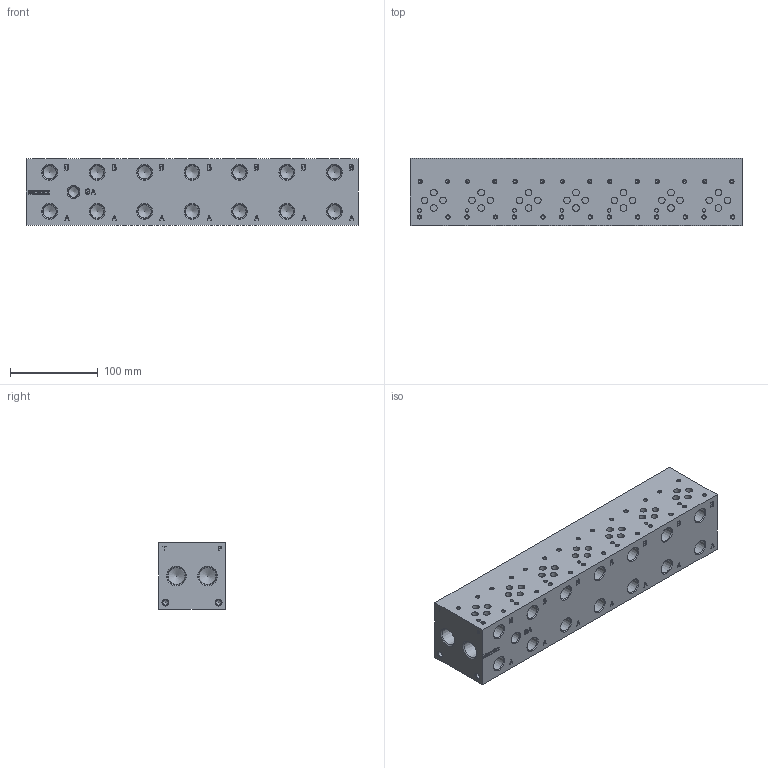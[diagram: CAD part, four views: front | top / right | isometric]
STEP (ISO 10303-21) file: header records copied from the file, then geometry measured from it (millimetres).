
FILE_DESCRIPTION( ( 'STEP AP214' ), ' ' );
FILE_NAME( 'AD03P072P.stp', '2018-04-23T17:58:56', ( '' ), ( '' ), ' ', 'PARTsolutions', ' ' );
FILE_SCHEMA( ( 'AUTOMOTIVE_DESIGN { 1 0 10303 214 1 1 1 1 }' ) );
Length unit declared in the file: inch
Products named in the file (1): _AD03P072P
Bounding box: 377.82 x 76.2 x 76.2 mm (x, y, z)
Volume: 2088967.5 mm3; surface area: 158279.4 mm2
Topology: 1 solids, 1 shells, 618 faces, 1491 edges, 962 vertices
Faces by surface type: plane 355, cylinder 142, cone 121
Full cylindrical faces by diameter (mm): 3.68 x28, 4.013 x7, 6.411 x4, 7.493 x28
Entity records: 21571 total; most frequent: DIRECTION 2857, CARTESIAN_POINT 2821, ORIENTED_EDGE 2492, EDGE_CURVE 1246, AXIS2_PLACEMENT_3D 992, VERTEX_POINT 956, EDGE_LOOP 893, LINE 873
